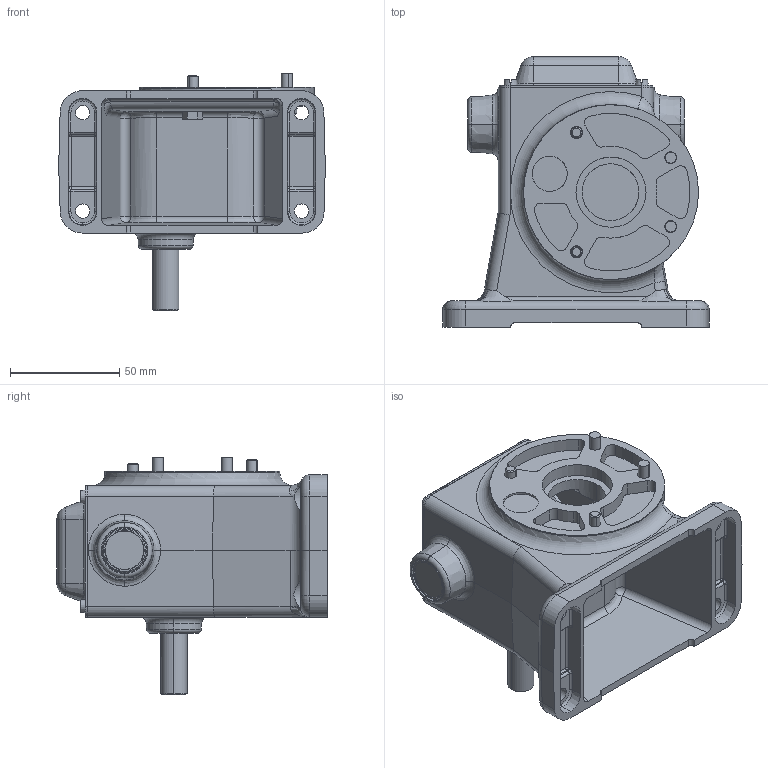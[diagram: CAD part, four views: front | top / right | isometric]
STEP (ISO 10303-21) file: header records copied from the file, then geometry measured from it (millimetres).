
FILE_DESCRIPTION (( 'STEP AP203' ), '1' );
FILE_NAME ('Z10.STEP', '2014-01-31T11:21:38', ( 'kob' ), ( 'Microsoft' ), 'SwSTEP 2.0', 'SolidWorks 2012', '' );
FILE_SCHEMA (( 'CONFIG_CONTROL_DESIGN' ));
Length unit declared in the file: millimetre
Products named in the file (1): Z10
Bounding box: 121.81 x 123.5 x 108.5 mm (x, y, z)
Surface area: 82780.9 mm2 (no closed solid volume)
Topology: 0 solids, 24 shells, 480 faces, 1335 edges, 864 vertices
Faces by surface type: cylinder 167, plane 156, cone 57, bspline 46, torus 38, sphere 16
Entity records: 17878 total; most frequent: CARTESIAN_POINT 6024, DIRECTION 2482, ORIENTED_EDGE 2365, EDGE_CURVE 1314, AXIS2_PLACEMENT_3D 955, VERTEX_POINT 860, LINE 572, VECTOR 572
